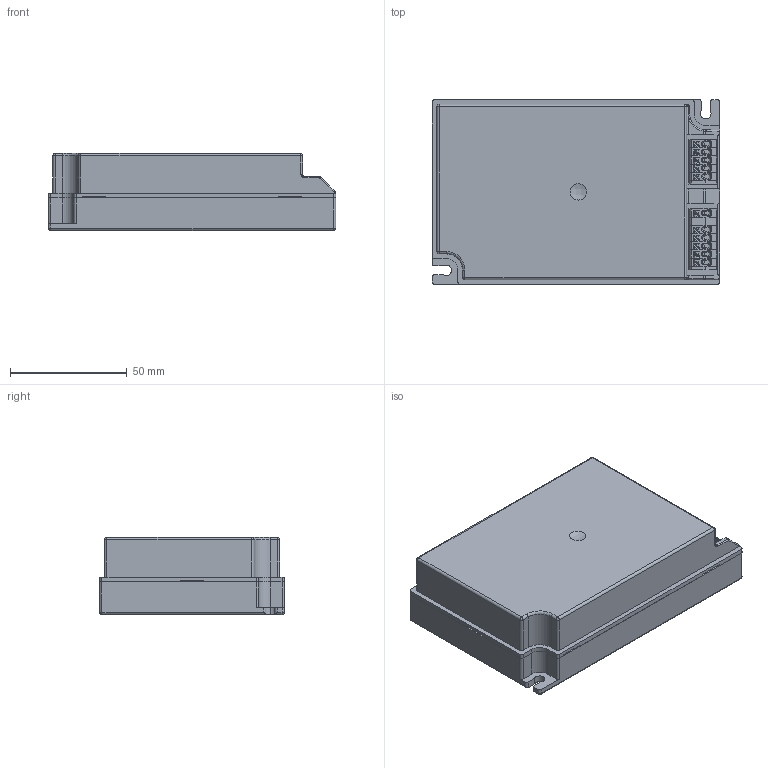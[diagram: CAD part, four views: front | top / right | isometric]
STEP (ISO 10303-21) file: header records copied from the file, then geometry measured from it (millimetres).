
FILE_DESCRIPTION (( 'STEP AP214' ), '1' );
FILE_NAME ('OT 40 4DIM-2013_10_15.STEP', '2014-02-06T12:58:56', ( '' ), ( '' ), 'SwSTEP 2.0', 'SolidWorks 2012', '' );
FILE_SCHEMA (( 'AUTOMOTIVE_DESIGN' ));
Length unit declared in the file: millimetre
Products named in the file (6): WAGO-250-0_Standard; scheda_Standard; ZNN-2542073-000-00_C-MKT; ZNN-2541298-000-00_B-MKT; OT 40 4DIM-2013_10_15; WAGO-250-1
Assembly tree (5 placements, depth 2):
  OT 40 4DIM-2013_10_15
    ZNN-2541298-000-00_B-MKT
    ZNN-2542073-000-00_C-MKT
    scheda_Standard
    WAGO-250-0_Standard
    WAGO-250-1
Bounding box: 123 x 79 x 33 mm (x, y, z)
Surface area: 61846.6 mm2
Topology: 15 solids, 54 shells, 1793 faces, 4920 edges, 3238 vertices
Faces by surface type: plane 1087, bspline 431, cylinder 249, cone 26
Entity records: 93465 total; most frequent: CARTESIAN_POINT 49850, ORIENTED_EDGE 9814, DIRECTION 6845, EDGE_CURVE 4907, VERTEX_POINT 3238, VECTOR 3225, LINE 3225, EDGE_LOOP 1933
